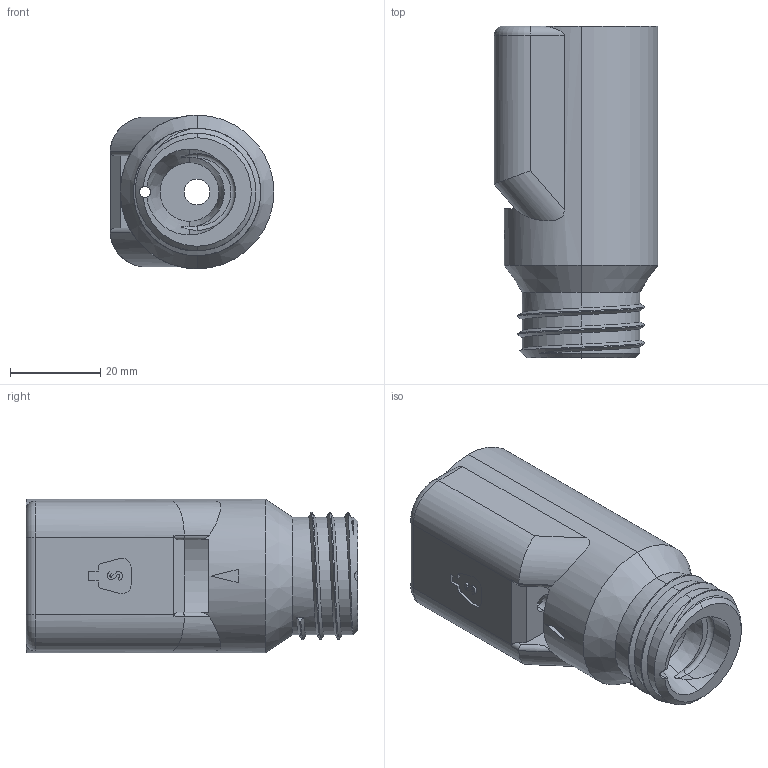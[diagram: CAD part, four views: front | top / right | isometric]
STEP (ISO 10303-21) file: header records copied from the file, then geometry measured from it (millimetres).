
FILE_DESCRIPTION (( 'STEP AP214' ), '1' );
FILE_NAME ('TimerBody.STEP', '2025-05-27T18:00:41', ( '' ), ( '' ), 'SwSTEP 2.0', 'SolidWorks 2025', '' );
FILE_SCHEMA (( 'AUTOMOTIVE_DESIGN' ));
Length unit declared in the file: millimetre
Products named in the file (1): TimerBody
Bounding box: 36.25 x 73.4 x 34 mm (x, y, z)
Volume: 39195.4 mm3; surface area: 16931.9 mm2
Topology: 1 solids, 1 shells, 143 faces, 385 edges, 250 vertices
Faces by surface type: plane 62, cylinder 49, bspline 17, cone 8, torus 7
Entity records: 6034 total; most frequent: CARTESIAN_POINT 2572, ORIENTED_EDGE 770, DIRECTION 645, EDGE_CURVE 385, VERTEX_POINT 250, VECTOR 215, AXIS2_PLACEMENT_3D 215, LINE 215
